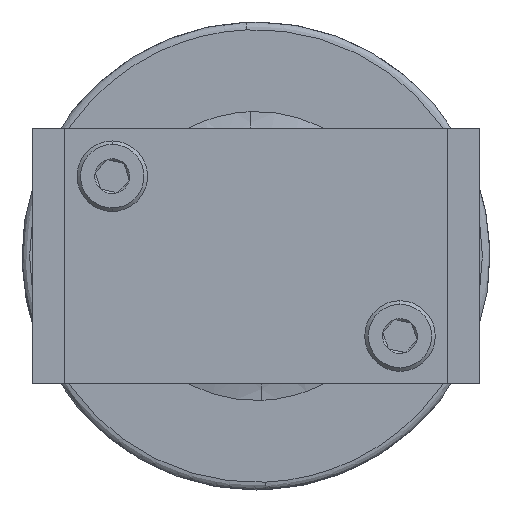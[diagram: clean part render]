
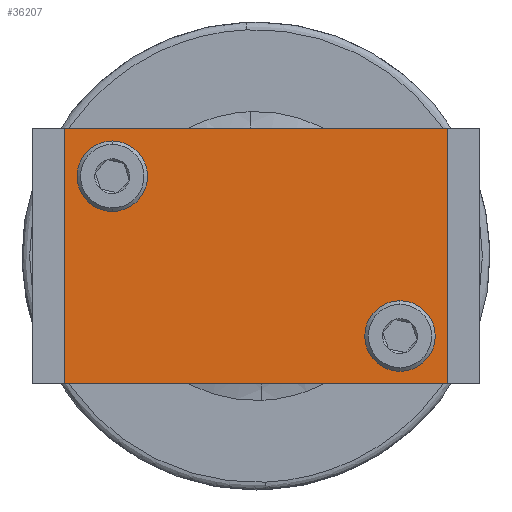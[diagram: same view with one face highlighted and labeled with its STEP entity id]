
A CAD part, left-side view. The second image highlights one B-rep face of the part: STEP entity #36207.
In plain terms, the highlighted planar face has unit normal (-1, 0, 0).
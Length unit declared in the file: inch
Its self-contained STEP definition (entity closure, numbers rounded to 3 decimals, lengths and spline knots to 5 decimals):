
#1324 = EDGE_LOOP ( 'NONE', ( #110095, #9544 ) ) ;
#1649 = EDGE_CURVE ( 'NONE', #74040, #94984, #57323, .T. ) ;
#5500 = CARTESIAN_POINT ( 'NONE',  ( -0.25, 0.875, 0. ) ) ;
#5690 = DIRECTION ( 'NONE',  ( 0., 0., 1. ) ) ;
#7860 = AXIS2_PLACEMENT_3D ( 'NONE', #33663, #113584, #103562 ) ;
#9544 = ORIENTED_EDGE ( 'NONE', *, *, #57031, .T. ) ;
#14135 = VECTOR ( 'NONE', #122692, 39.37008 ) ;
#14390 = EDGE_CURVE ( 'NONE', #108516, #119690, #49721, .T. ) ;
#15628 = CARTESIAN_POINT ( 'NONE',  ( -0.25, 0.125, 0. ) ) ;
#16661 = VECTOR ( 'NONE', #122873, 39.37008 ) ;
#17221 = CARTESIAN_POINT ( 'NONE',  ( -0.25, 0.125, 0. ) ) ;
#17529 = AXIS2_PLACEMENT_3D ( 'NONE', #25078, #85445, #125073 ) ;
#23064 = CIRCLE ( 'NONE', #7860, 0.12402 ) ;
#23690 = CARTESIAN_POINT ( 'NONE',  ( -0.25, 0.125, 1. ) ) ;
#25078 = CARTESIAN_POINT ( 'NONE',  ( -0.25, 0.312, 0.187 ) ) ;
#25190 = DIRECTION ( 'NONE',  ( 0., 0., 1. ) ) ;
#25394 = VERTEX_POINT ( 'NONE', #72675 ) ;
#25612 = LINE ( 'NONE', #62171, #63230 ) ;
#26229 = FACE_OUTER_BOUND ( 'NONE', #82451, .T. ) ;
#28793 = ORIENTED_EDGE ( 'NONE', *, *, #64693, .T. ) ;
#29509 = EDGE_CURVE ( 'NONE', #57071, #25394, #49816, .T. ) ;
#32602 = AXIS2_PLACEMENT_3D ( 'NONE', #94307, #114339, #25190 ) ;
#33663 = CARTESIAN_POINT ( 'NONE',  ( -0.25, 1.437, 0.812 ) ) ;
#36207 = ADVANCED_FACE ( 'NONE', ( #124687, #115358, #26229 ), #113919, .T. ) ;
#42928 = DIRECTION ( 'NONE',  ( 0., 0., -1. ) ) ;
#45789 = DIRECTION ( 'NONE',  ( 0., 0., 1. ) ) ;
#46320 = CARTESIAN_POINT ( 'NONE',  ( -0.25, 1.437, 0.812 ) ) ;
#46628 = AXIS2_PLACEMENT_3D ( 'NONE', #46320, #115304, #5690 ) ;
#49721 = CIRCLE ( 'NONE', #17529, 0.12402 ) ;
#49816 = CIRCLE ( 'NONE', #46628, 0.12402 ) ;
#49962 = EDGE_LOOP ( 'NONE', ( #28793, #95676 ) ) ;
#50404 = CARTESIAN_POINT ( 'NONE',  ( -0.25, 1.625, 1. ) ) ;
#52025 = VERTEX_POINT ( 'NONE', #109118 ) ;
#52423 = EDGE_CURVE ( 'NONE', #52025, #117062, #75768, .T. ) ;
#57031 = EDGE_CURVE ( 'NONE', #25394, #57071, #23064, .T. ) ;
#57071 = VERTEX_POINT ( 'NONE', #64224 ) ;
#57323 = LINE ( 'NONE', #73130, #16661 ) ;
#57602 = AXIS2_PLACEMENT_3D ( 'NONE', #15628, #84681, #45789 ) ;
#58318 = ORIENTED_EDGE ( 'NONE', *, *, #106493, .T. ) ;
#60141 = VECTOR ( 'NONE', #75378, 39.37008 ) ;
#62171 = CARTESIAN_POINT ( 'NONE',  ( -0.25, 1.625, 0.5 ) ) ;
#63230 = VECTOR ( 'NONE', #42928, 39.37008 ) ;
#64224 = CARTESIAN_POINT ( 'NONE',  ( -0.25, 1.437, 0.93602 ) ) ;
#64693 = EDGE_CURVE ( 'NONE', #119690, #108516, #110294, .T. ) ;
#67313 = LINE ( 'NONE', #72938, #14135 ) ;
#72675 = CARTESIAN_POINT ( 'NONE',  ( -0.25, 1.437, 0.68798 ) ) ;
#72938 = CARTESIAN_POINT ( 'NONE',  ( -0.25, 0.125, 0.5 ) ) ;
#73130 = CARTESIAN_POINT ( 'NONE',  ( -0.25, 0.875, 1. ) ) ;
#74040 = VERTEX_POINT ( 'NONE', #23690 ) ;
#75378 = DIRECTION ( 'NONE',  ( 0., -1., 0. ) ) ;
#75768 = LINE ( 'NONE', #5500, #60141 ) ;
#82451 = EDGE_LOOP ( 'NONE', ( #87554, #93300, #112048, #58318 ) ) ;
#84681 = DIRECTION ( 'NONE',  ( -1., 0., 0. ) ) ;
#85445 = DIRECTION ( 'NONE',  ( 1., 0., 0. ) ) ;
#87554 = ORIENTED_EDGE ( 'NONE', *, *, #1649, .T. ) ;
#90881 = EDGE_CURVE ( 'NONE', #94984, #52025, #25612, .T. ) ;
#93300 = ORIENTED_EDGE ( 'NONE', *, *, #90881, .T. ) ;
#94307 = CARTESIAN_POINT ( 'NONE',  ( -0.25, 0.312, 0.187 ) ) ;
#94984 = VERTEX_POINT ( 'NONE', #50404 ) ;
#95676 = ORIENTED_EDGE ( 'NONE', *, *, #14390, .T. ) ;
#102713 = CARTESIAN_POINT ( 'NONE',  ( -0.25, 0.312, 0.06298 ) ) ;
#103562 = DIRECTION ( 'NONE',  ( 0., 0., 1. ) ) ;
#106493 = EDGE_CURVE ( 'NONE', #117062, #74040, #67313, .T. ) ;
#108516 = VERTEX_POINT ( 'NONE', #102713 ) ;
#109118 = CARTESIAN_POINT ( 'NONE',  ( -0.25, 1.625, 0. ) ) ;
#110095 = ORIENTED_EDGE ( 'NONE', *, *, #29509, .T. ) ;
#110294 = CIRCLE ( 'NONE', #32602, 0.12402 ) ;
#112048 = ORIENTED_EDGE ( 'NONE', *, *, #52423, .T. ) ;
#113584 = DIRECTION ( 'NONE',  ( 1., 0., 0. ) ) ;
#113919 = PLANE ( 'NONE',  #57602 ) ;
#114339 = DIRECTION ( 'NONE',  ( 1., 0., 0. ) ) ;
#115304 = DIRECTION ( 'NONE',  ( 1., 0., 0. ) ) ;
#115358 = FACE_BOUND ( 'NONE', #1324, .T. ) ;
#117062 = VERTEX_POINT ( 'NONE', #17221 ) ;
#119690 = VERTEX_POINT ( 'NONE', #121762 ) ;
#121762 = CARTESIAN_POINT ( 'NONE',  ( -0.25, 0.312, 0.31102 ) ) ;
#122692 = DIRECTION ( 'NONE',  ( 0., 0., 1. ) ) ;
#122873 = DIRECTION ( 'NONE',  ( 0., 1., 0. ) ) ;
#124687 = FACE_BOUND ( 'NONE', #49962, .T. ) ;
#125073 = DIRECTION ( 'NONE',  ( 0., 0., 1. ) ) ;
